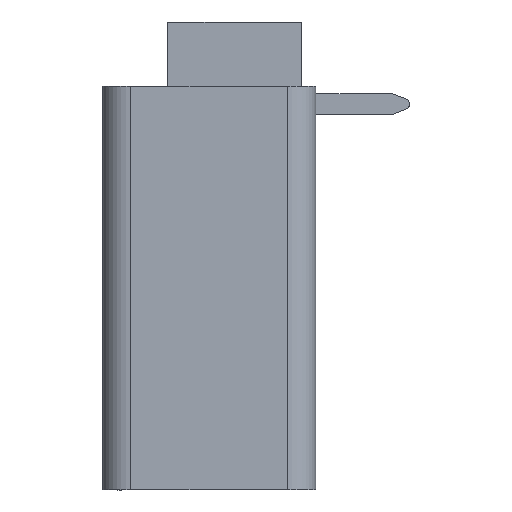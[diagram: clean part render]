
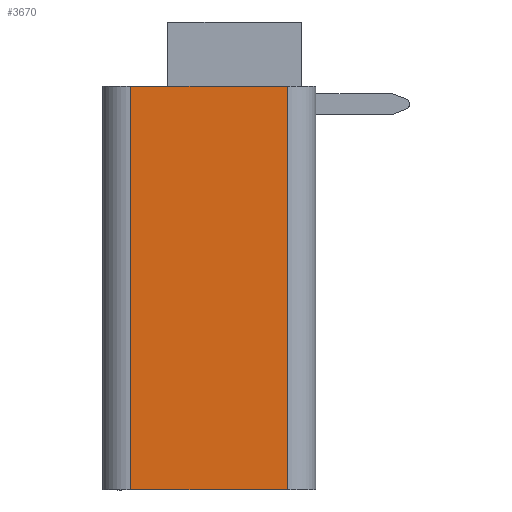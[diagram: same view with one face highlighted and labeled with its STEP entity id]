
A CAD part, left-side view. The second image highlights one B-rep face of the part: STEP entity #3670.
In plain terms, the highlighted planar face has unit normal (-1, 0, 0).
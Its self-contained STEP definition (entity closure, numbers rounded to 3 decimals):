
#450=CARTESIAN_POINT('',(-15.922,32.385,0.));
#460=VERTEX_POINT('',#450);
#490=CARTESIAN_POINT('',(-15.922,0.,0.));
#500=DIRECTION('',(0.,1.,0.));
#510=VECTOR('',#500,1.);
#520=LINE('',#490,#510);
#530=CARTESIAN_POINT('',(-15.922,26.885,0.));
#540=VERTEX_POINT('',#530);
#550=EDGE_CURVE('',#540,#460,#520,.T.);
#3300=CARTESIAN_POINT('',(-15.922,32.385,14.2));
#3310=VERTEX_POINT('',#3300);
#3340=CARTESIAN_POINT('',(-15.922,32.385,0.));
#3350=DIRECTION('',(0.,0.,1.));
#3360=VECTOR('',#3350,1.);
#3370=LINE('',#3340,#3360);
#3380=EDGE_CURVE('',#460,#3310,#3370,.T.);
#3440=CARTESIAN_POINT('',(-15.922,26.885,0.));
#3450=DIRECTION('',(-1.,0.,0.));
#3460=DIRECTION('',(0.,1.,0.));
#3470=AXIS2_PLACEMENT_3D('',#3440,#3450,#3460);
#3480=PLANE('',#3470);
#3490=ORIENTED_EDGE('',*,*,#3380,.F.);
#3500=CARTESIAN_POINT('',(-15.922,0.,14.2));
#3510=DIRECTION('',(0.,1.,0.));
#3520=VECTOR('',#3510,1.);
#3530=LINE('',#3500,#3520);
#3540=CARTESIAN_POINT('',(-15.922,26.885,14.2));
#3550=VERTEX_POINT('',#3540);
#3560=EDGE_CURVE('',#3550,#3310,#3530,.T.);
#3570=ORIENTED_EDGE('',*,*,#3560,.T.);
#3580=CARTESIAN_POINT('',(-15.922,26.885,0.));
#3590=DIRECTION('',(0.,0.,1.));
#3600=VECTOR('',#3590,1.);
#3610=LINE('',#3580,#3600);
#3620=EDGE_CURVE('',#540,#3550,#3610,.T.);
#3630=ORIENTED_EDGE('',*,*,#3620,.T.);
#3640=ORIENTED_EDGE('',*,*,#550,.F.);
#3650=EDGE_LOOP('',(#3640,#3630,#3570,#3490));
#3660=FACE_OUTER_BOUND('',#3650,.T.);
#3670=ADVANCED_FACE('',(#3660),#3480,.T.);
